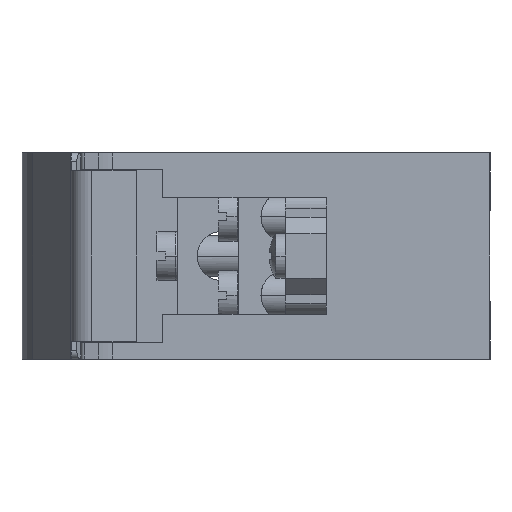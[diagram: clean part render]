
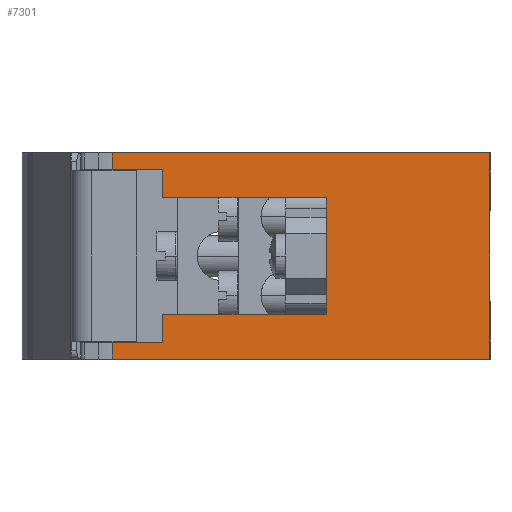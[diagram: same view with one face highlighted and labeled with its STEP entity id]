
A CAD part, left-side view. The second image highlights one B-rep face of the part: STEP entity #7301.
In plain terms, the highlighted planar face has unit normal (-1, 0, 0).
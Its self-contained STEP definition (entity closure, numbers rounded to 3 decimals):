
#326=DIRECTION('',(0.,0.,-1.));
#327=VECTOR('',#326,2.35);
#328=CARTESIAN_POINT('',(-21.,20.,-4.75));
#329=LINE('',#328,#327);
#342=DIRECTION('',(0.,0.,-1.));
#343=VECTOR('',#342,2.35);
#344=CARTESIAN_POINT('',(-21.,20.,7.1));
#345=LINE('',#344,#343);
#887=DIRECTION('',(0.,0.,1.));
#888=VECTOR('',#887,9.5);
#889=CARTESIAN_POINT('',(-21.,20.,-4.75));
#890=LINE('',#889,#888);
#891=DIRECTION('',(0.,1.,0.));
#892=VECTOR('',#891,6.172);
#893=CARTESIAN_POINT('',(-21.,40.,10.6));
#894=LINE('',#893,#892);
#895=DIRECTION('',(0.,0.,1.));
#896=VECTOR('',#895,2.);
#897=CARTESIAN_POINT('',(-21.,46.172,10.6));
#898=LINE('',#897,#896);
#899=DIRECTION('',(0.,-1.,0.));
#900=VECTOR('',#899,46.172);
#901=CARTESIAN_POINT('',(-21.,46.172,12.6));
#902=LINE('',#901,#900);
#903=DIRECTION('',(0.,1.,0.));
#904=VECTOR('',#903,46.172);
#905=CARTESIAN_POINT('',(-21.,0.,-12.6));
#906=LINE('',#905,#904);
#907=DIRECTION('',(0.,-1.,0.));
#908=VECTOR('',#907,6.172);
#909=CARTESIAN_POINT('',(-21.,46.172,-10.6));
#910=LINE('',#909,#908);
#915=DIRECTION('',(0.,-1.,0.));
#916=VECTOR('',#915,20.);
#917=CARTESIAN_POINT('',(-21.,40.,7.1));
#918=LINE('',#917,#916);
#927=DIRECTION('',(0.,0.,-1.));
#928=VECTOR('',#927,3.5);
#929=CARTESIAN_POINT('',(-21.,40.,10.6));
#930=LINE('',#929,#928);
#2151=DIRECTION('',(0.,0.,-1.));
#2152=VECTOR('',#2151,2.);
#2153=CARTESIAN_POINT('',(-21.,46.172,-10.6));
#2154=LINE('',#2153,#2152);
#2469=DIRECTION('',(0.,0.,1.));
#2470=VECTOR('',#2469,25.2);
#2471=CARTESIAN_POINT('',(-21.,0.,-12.6));
#2472=LINE('',#2471,#2470);
#3386=DIRECTION('',(0.,0.,-1.));
#3387=VECTOR('',#3386,3.5);
#3388=CARTESIAN_POINT('',(-21.,40.,-7.1));
#3389=LINE('',#3388,#3387);
#3410=DIRECTION('',(0.,1.,0.));
#3411=VECTOR('',#3410,20.);
#3412=CARTESIAN_POINT('',(-21.,20.,-7.1));
#3413=LINE('',#3412,#3411);
#4907=CARTESIAN_POINT('',(-21.,46.172,-12.6));
#4908=VERTEX_POINT('',#4907);
#4909=CARTESIAN_POINT('',(-21.,0.,-12.6));
#4910=VERTEX_POINT('',#4909);
#4993=CARTESIAN_POINT('',(-21.,0.,12.6));
#4994=VERTEX_POINT('',#4993);
#4995=CARTESIAN_POINT('',(-21.,46.172,12.6));
#4996=VERTEX_POINT('',#4995);
#5053=CARTESIAN_POINT('',(-21.,46.172,10.6));
#5054=VERTEX_POINT('',#5053);
#5056=CARTESIAN_POINT('',(-21.,40.,10.6));
#5058=VERTEX_POINT('',#5056);
#5083=CARTESIAN_POINT('',(-21.,46.172,-10.6));
#5085=VERTEX_POINT('',#5083);
#5101=CARTESIAN_POINT('',(-21.,40.,-10.6));
#5102=VERTEX_POINT('',#5101);
#5103=CARTESIAN_POINT('',(-21.,40.,-7.1));
#5104=VERTEX_POINT('',#5103);
#5105=CARTESIAN_POINT('',(-21.,20.,-7.1));
#5106=VERTEX_POINT('',#5105);
#5107=CARTESIAN_POINT('',(-21.,40.,7.1));
#5108=CARTESIAN_POINT('',(-21.,20.,7.1));
#5109=VERTEX_POINT('',#5107);
#5110=VERTEX_POINT('',#5108);
#6054=CARTESIAN_POINT('',(-21.,20.,-4.75));
#6055=CARTESIAN_POINT('',(-21.,20.,4.75));
#6056=VERTEX_POINT('',#6054);
#6057=VERTEX_POINT('',#6055);
#7269=CARTESIAN_POINT('',(-21.,23.086,0.));
#7270=DIRECTION('',(1.,0.,0.));
#7271=DIRECTION('',(0.,-1.,0.));
#7272=AXIS2_PLACEMENT_3D('',#7269,#7270,#7271);
#7273=PLANE('',#7272);
#7274=ORIENTED_EDGE('',*,*,#7255,.T.);
#7275=ORIENTED_EDGE('',*,*,#6457,.F.);
#7277=ORIENTED_EDGE('',*,*,#7276,.F.);
#7279=ORIENTED_EDGE('',*,*,#7278,.F.);
#7281=ORIENTED_EDGE('',*,*,#7280,.T.);
#7283=ORIENTED_EDGE('',*,*,#7282,.T.);
#7285=ORIENTED_EDGE('',*,*,#7284,.T.);
#7287=ORIENTED_EDGE('',*,*,#7286,.F.);
#7289=ORIENTED_EDGE('',*,*,#7288,.T.);
#7291=ORIENTED_EDGE('',*,*,#7290,.F.);
#7293=ORIENTED_EDGE('',*,*,#7292,.T.);
#7295=ORIENTED_EDGE('',*,*,#7294,.F.);
#7297=ORIENTED_EDGE('',*,*,#7296,.F.);
#7298=ORIENTED_EDGE('',*,*,#6441,.F.);
#7299=EDGE_LOOP('',(#7274,#7275,#7277,#7279,#7281,#7283,#7285,#7287,#7289,#7291,
#7293,#7295,#7297,#7298));
#7300=FACE_OUTER_BOUND('',#7299,.F.);
#6441=EDGE_CURVE('',#6056,#5106,#329,.T.);
#6457=EDGE_CURVE('',#5110,#6057,#345,.T.);
#7255=EDGE_CURVE('',#6056,#6057,#890,.T.);
#7276=EDGE_CURVE('',#5109,#5110,#918,.T.);
#7278=EDGE_CURVE('',#5058,#5109,#930,.T.);
#7280=EDGE_CURVE('',#5058,#5054,#894,.T.);
#7282=EDGE_CURVE('',#5054,#4996,#898,.T.);
#7284=EDGE_CURVE('',#4996,#4994,#902,.T.);
#7286=EDGE_CURVE('',#4910,#4994,#2472,.T.);
#7288=EDGE_CURVE('',#4910,#4908,#906,.T.);
#7290=EDGE_CURVE('',#5085,#4908,#2154,.T.);
#7292=EDGE_CURVE('',#5085,#5102,#910,.T.);
#7294=EDGE_CURVE('',#5104,#5102,#3389,.T.);
#7296=EDGE_CURVE('',#5106,#5104,#3413,.T.);
#7301=ADVANCED_FACE('',(#7300),#7273,.F.);
